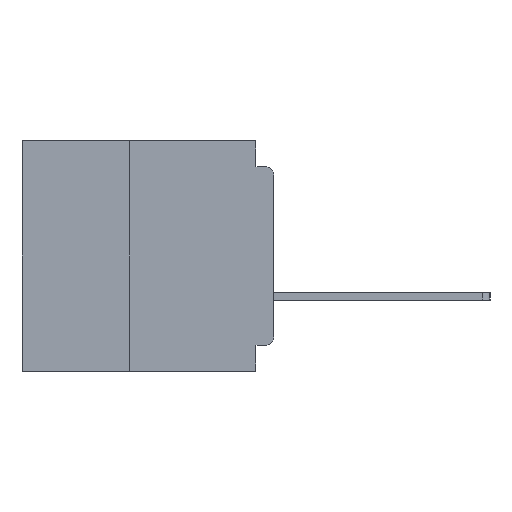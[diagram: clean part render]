
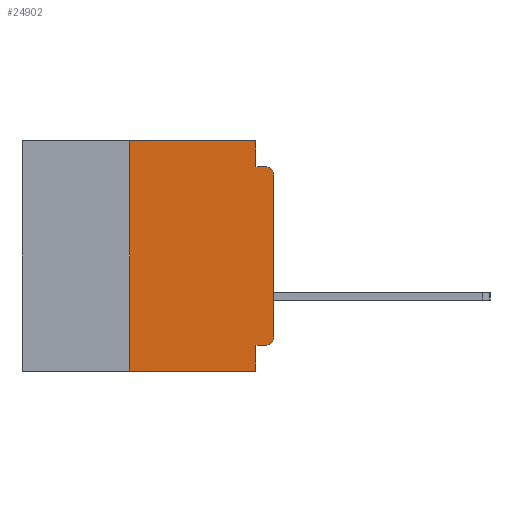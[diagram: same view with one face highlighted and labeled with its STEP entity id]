
A CAD part, left-side view. The second image highlights one B-rep face of the part: STEP entity #24902.
In plain terms, the highlighted planar face has unit normal (-1, 0, 0).
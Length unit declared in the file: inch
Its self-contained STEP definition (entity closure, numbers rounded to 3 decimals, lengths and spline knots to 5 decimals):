
#343 = EDGE_CURVE ( 'NONE', #44242, #2236, #17961, .T. ) ;
#1912 = EDGE_CURVE ( 'NONE', #43404, #3665, #60949, .T. ) ;
#2236 = VERTEX_POINT ( 'NONE', #29595 ) ;
#3665 = VERTEX_POINT ( 'NONE', #28925 ) ;
#4658 = VECTOR ( 'NONE', #26591, 39.37008 ) ;
#5451 = LINE ( 'NONE', #43835, #42530 ) ;
#6477 = ORIENTED_EDGE ( 'NONE', *, *, #31806, .F. ) ;
#6485 = CARTESIAN_POINT ( 'NONE',  ( 0., 0.031, -0.4 ) ) ;
#7269 = CIRCLE ( 'NONE', #44957, 0.015 ) ;
#7652 = VECTOR ( 'NONE', #54992, 39.37008 ) ;
#7660 = CARTESIAN_POINT ( 'NONE',  ( 0., 0., 0. ) ) ;
#8029 = VECTOR ( 'NONE', #10974, 39.37008 ) ;
#9185 = LINE ( 'NONE', #21476, #7652 ) ;
#9853 = VECTOR ( 'NONE', #18987, 39.37008 ) ;
#9991 = EDGE_LOOP ( 'NONE', ( #42405, #23406, #23358, #47330, #39413, #17448, #24552, #61050, #6477, #54389 ) ) ;
#10974 = DIRECTION ( 'NONE',  ( 0., -1., 0. ) ) ;
#11083 = CARTESIAN_POINT ( 'NONE',  ( 0., 0.031, 0. ) ) ;
#11243 = EDGE_CURVE ( 'NONE', #2236, #52301, #7269, .T. ) ;
#11277 = CARTESIAN_POINT ( 'NONE',  ( 0., 0.25, 0. ) ) ;
#12434 = CARTESIAN_POINT ( 'NONE',  ( 0., 0.031, -0.045 ) ) ;
#12574 = DIRECTION ( 'NONE',  ( 0., 0., -1. ) ) ;
#14283 = CARTESIAN_POINT ( 'NONE',  ( 0., 0.015, -0.06 ) ) ;
#14392 = CARTESIAN_POINT ( 'NONE',  ( 0., 0.015, -0.355 ) ) ;
#16580 = CARTESIAN_POINT ( 'NONE',  ( 0., 0., -0.34 ) ) ;
#16755 = VERTEX_POINT ( 'NONE', #16760 ) ;
#16760 = CARTESIAN_POINT ( 'NONE',  ( 0., 0.031, -0.355 ) ) ;
#17304 = CARTESIAN_POINT ( 'NONE',  ( 0., 0.437, 0. ) ) ;
#17448 = ORIENTED_EDGE ( 'NONE', *, *, #31965, .F. ) ;
#17961 = LINE ( 'NONE', #7660, #53236 ) ;
#18987 = DIRECTION ( 'NONE',  ( 0., -1., 0. ) ) ;
#19229 = DIRECTION ( 'NONE',  ( 0., 0., -1. ) ) ;
#19689 = EDGE_CURVE ( 'NONE', #45382, #22229, #9185, .T. ) ;
#21476 = CARTESIAN_POINT ( 'NONE',  ( 0., 0.031, 0. ) ) ;
#21725 = CARTESIAN_POINT ( 'NONE',  ( 0., 0., -0.045 ) ) ;
#22229 = VERTEX_POINT ( 'NONE', #12434 ) ;
#23358 = ORIENTED_EDGE ( 'NONE', *, *, #32071, .F. ) ;
#23406 = ORIENTED_EDGE ( 'NONE', *, *, #11243, .T. ) ;
#24107 = EDGE_CURVE ( 'NONE', #16755, #3665, #61143, .T. ) ;
#24529 = CARTESIAN_POINT ( 'NONE',  ( 0., 0.25, -0.4 ) ) ;
#24552 = ORIENTED_EDGE ( 'NONE', *, *, #1912, .T. ) ;
#24667 = CARTESIAN_POINT ( 'NONE',  ( 0., 0.437, -0.4 ) ) ;
#24724 = DIRECTION ( 'NONE',  ( 0., 1., 0. ) ) ;
#24902 = ADVANCED_FACE ( 'NONE', ( #37204 ), #60414, .F. ) ;
#26591 = DIRECTION ( 'NONE',  ( 0., -1., 0. ) ) ;
#28483 = DIRECTION ( 'NONE',  ( -1., 0., 0. ) ) ;
#28925 = CARTESIAN_POINT ( 'NONE',  ( 0., 0.031, -0.4 ) ) ;
#29595 = CARTESIAN_POINT ( 'NONE',  ( 0., 0., -0.06 ) ) ;
#30310 = DIRECTION ( 'NONE',  ( 0., 0., 1. ) ) ;
#30592 = CARTESIAN_POINT ( 'NONE',  ( 0., 0.25, -0.4 ) ) ;
#31806 = EDGE_CURVE ( 'NONE', #53458, #16755, #5451, .T. ) ;
#31965 = EDGE_CURVE ( 'NONE', #43404, #61590, #36525, .T. ) ;
#32071 = EDGE_CURVE ( 'NONE', #22229, #52301, #44749, .T. ) ;
#35143 = CARTESIAN_POINT ( 'NONE',  ( 0., 0.437, 0. ) ) ;
#35525 = DIRECTION ( 'NONE',  ( 0., 0., -1. ) ) ;
#35884 = AXIS2_PLACEMENT_3D ( 'NONE', #17304, #41529, #12574 ) ;
#36525 = LINE ( 'NONE', #30592, #61844 ) ;
#37204 = FACE_OUTER_BOUND ( 'NONE', #9991, .T. ) ;
#37334 = VECTOR ( 'NONE', #35525, 39.37008 ) ;
#39413 = ORIENTED_EDGE ( 'NONE', *, *, #54598, .F. ) ;
#41529 = DIRECTION ( 'NONE',  ( 1., 0., 0. ) ) ;
#42405 = ORIENTED_EDGE ( 'NONE', *, *, #343, .T. ) ;
#42530 = VECTOR ( 'NONE', #24724, 39.37008 ) ;
#43015 = CARTESIAN_POINT ( 'NONE',  ( 0., 0.015, -0.045 ) ) ;
#43404 = VERTEX_POINT ( 'NONE', #24529 ) ;
#43835 = CARTESIAN_POINT ( 'NONE',  ( 0., 0., -0.355 ) ) ;
#44242 = VERTEX_POINT ( 'NONE', #16580 ) ;
#44749 = LINE ( 'NONE', #21725, #4658 ) ;
#44957 = AXIS2_PLACEMENT_3D ( 'NONE', #14283, #48003, #19229 ) ;
#45382 = VERTEX_POINT ( 'NONE', #11083 ) ;
#47330 = ORIENTED_EDGE ( 'NONE', *, *, #19689, .F. ) ;
#48003 = DIRECTION ( 'NONE',  ( -1., 0., 0. ) ) ;
#49132 = AXIS2_PLACEMENT_3D ( 'NONE', #57106, #28483, #61867 ) ;
#52301 = VERTEX_POINT ( 'NONE', #43015 ) ;
#52757 = EDGE_CURVE ( 'NONE', #53458, #44242, #58686, .T. ) ;
#53236 = VECTOR ( 'NONE', #30310, 39.37008 ) ;
#53458 = VERTEX_POINT ( 'NONE', #14392 ) ;
#54389 = ORIENTED_EDGE ( 'NONE', *, *, #52757, .T. ) ;
#54439 = DIRECTION ( 'NONE',  ( 0., 0., 1. ) ) ;
#54598 = EDGE_CURVE ( 'NONE', #61590, #45382, #62140, .T. ) ;
#54992 = DIRECTION ( 'NONE',  ( 0., 0., -1. ) ) ;
#57106 = CARTESIAN_POINT ( 'NONE',  ( 0., 0.015, -0.34 ) ) ;
#58686 = CIRCLE ( 'NONE', #49132, 0.015 ) ;
#60414 = PLANE ( 'NONE',  #35884 ) ;
#60949 = LINE ( 'NONE', #24667, #9853 ) ;
#61050 = ORIENTED_EDGE ( 'NONE', *, *, #24107, .F. ) ;
#61143 = LINE ( 'NONE', #6485, #37334 ) ;
#61590 = VERTEX_POINT ( 'NONE', #11277 ) ;
#61844 = VECTOR ( 'NONE', #54439, 39.37008 ) ;
#61867 = DIRECTION ( 'NONE',  ( 0., 0., -1. ) ) ;
#62140 = LINE ( 'NONE', #35143, #8029 ) ;
